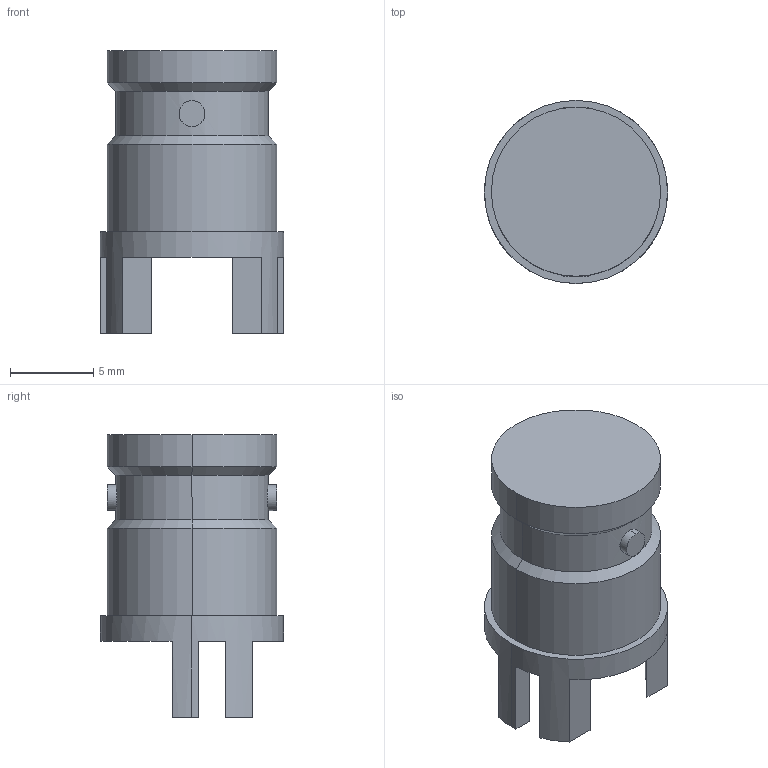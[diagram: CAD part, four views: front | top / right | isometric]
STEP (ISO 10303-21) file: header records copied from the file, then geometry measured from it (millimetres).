
FILE_DESCRIPTION (( 'STEP AP203' ), '1' );
FILE_NAME ('BNC Jack 50 OHM Edge MNT ACX2259-ND.STEP', '2015-11-20T22:40:55', ( '' ), ( '' ), 'SwSTEP 2.0', 'SolidWorks 2015', '' );
FILE_SCHEMA (( 'CONFIG_CONTROL_DESIGN' ));
Length unit declared in the file: inch
Products named in the file (1): BNC Jack 50 OHM Edge MNT ACX2259-ND
Bounding box: 11 x 11 x 16.97 mm (x, y, z)
Volume: 1016.7 mm3; surface area: 712.1 mm2
Topology: 1 solids, 1 shells, 38 faces, 91 edges, 58 vertices
Faces by surface type: cylinder 17, plane 17, cone 4
Entity records: 1236 total; most frequent: CARTESIAN_POINT 244, DIRECTION 203, ORIENTED_EDGE 182, EDGE_CURVE 91, AXIS2_PLACEMENT_3D 77, VERTEX_POINT 58, LINE 49, VECTOR 49
